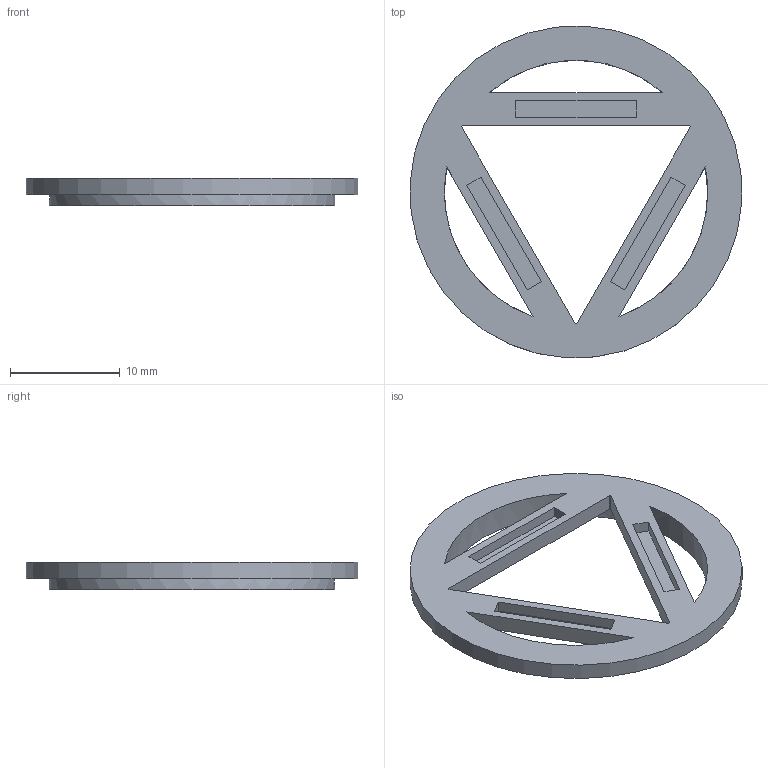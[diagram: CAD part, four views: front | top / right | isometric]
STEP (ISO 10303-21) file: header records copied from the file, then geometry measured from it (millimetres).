
FILE_DESCRIPTION(/* description */ (''),/* implementation_level */ '2;1');
FILE_NAME(/* name */ 'Support Vortex Bas.stp',/* time_stamp */ '2018-07-10T17:24:38+02:00',/* author */ ('Dardenne Nicolas'),/* organization */ (''),/* preprocessor_version */ 'ST-DEVELOPER v16.13',/* originating_system */ 'Autodesk Inventor 2018',/* authorisation */ '');
FILE_SCHEMA (('AUTOMOTIVE_DESIGN { 1 0 10303 214 3 1 1 }'));
Length unit declared in the file: millimetre
Products named in the file (1): Corps Haut
Bounding box: 30.25 x 30.25 x 2.5 mm (x, y, z)
Volume: 680.4 mm3; surface area: 1485.6 mm2
Topology: 1 solids, 1 shells, 30 faces, 82 edges, 55 vertices
Faces by surface type: plane 27, cylinder 3
Full cylindrical faces by diameter (mm): 24.03 x1, 26.03 x1, 30.3 x1
Entity records: 980 total; most frequent: CARTESIAN_POINT 161, DIRECTION 156, ORIENTED_EDGE 154, EDGE_CURVE 77, LINE 60, VECTOR 60, VERTEX_POINT 53, AXIS2_PLACEMENT_3D 48
